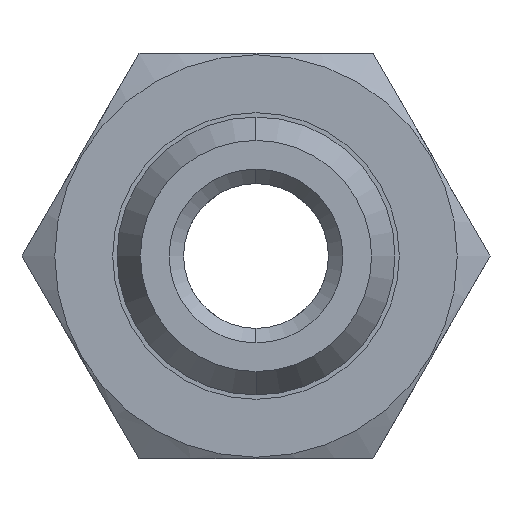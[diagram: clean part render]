
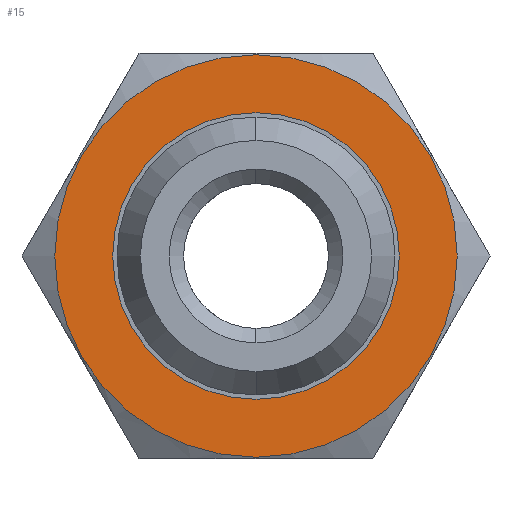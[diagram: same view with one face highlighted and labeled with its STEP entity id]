
A CAD part, front view. The second image highlights one B-rep face of the part: STEP entity #15.
In plain terms, the highlighted planar face has unit normal (0, -1, 0).
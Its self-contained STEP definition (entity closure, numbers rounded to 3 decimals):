
#11 = ORIENTED_EDGE ( 'NONE', *, *, #19, .T. ) ;
#12 = ORIENTED_EDGE ( 'NONE', *, *, #139, .F. ) ;
#13 = EDGE_LOOP ( 'NONE', ( #12, #140 ) ) ;
#14 = ORIENTED_EDGE ( 'NONE', *, *, #84, .T. ) ;
#15 = ADVANCED_FACE ( 'NONE', ( #562, #561 ), #560, .T. ) ;
#16 = EDGE_LOOP ( 'NONE', ( #14, #11 ) ) ;
#17 = VERTEX_POINT ( 'NONE', #577 ) ;
#19 = EDGE_CURVE ( 'NONE', #82, #92, #512, .T. ) ;
#82 = VERTEX_POINT ( 'NONE', #702 ) ;
#84 = EDGE_CURVE ( 'NONE', #92, #82, #701, .T. ) ;
#92 = VERTEX_POINT ( 'NONE', #743 ) ;
#97 = EDGE_CURVE ( 'NONE', #17, #98, #710, .T. ) ;
#98 = VERTEX_POINT ( 'NONE', #595 ) ;
#139 = EDGE_CURVE ( 'NONE', #98, #17, #913, .T. ) ;
#140 = ORIENTED_EDGE ( 'NONE', *, *, #97, .F. ) ;
#512 = CIRCLE ( 'NONE', #585, 6.95 ) ;
#559 = AXIS2_PLACEMENT_3D ( 'NONE', #576, #575, #574 ) ;
#560 = PLANE ( 'NONE',  #559 ) ;
#561 = FACE_BOUND ( 'NONE', #13, .T. ) ;
#562 = FACE_OUTER_BOUND ( 'NONE', #16, .T. ) ;
#574 = DIRECTION ( 'NONE',  ( 0., 0., -1. ) ) ;
#575 = DIRECTION ( 'NONE',  ( 0., -1., 0. ) ) ;
#576 = CARTESIAN_POINT ( 'NONE',  ( 4.95, 0., 0. ) ) ;
#577 = CARTESIAN_POINT ( 'NONE',  ( 0., 0., 4.95 ) ) ;
#582 = DIRECTION ( 'NONE',  ( 0., 0., -1. ) ) ;
#583 = DIRECTION ( 'NONE',  ( 0., -1., 0. ) ) ;
#584 = CARTESIAN_POINT ( 'NONE',  ( 0., 0., 0. ) ) ;
#585 = AXIS2_PLACEMENT_3D ( 'NONE', #584, #583, #582 ) ;
#595 = CARTESIAN_POINT ( 'NONE',  ( 0., 0., -4.95 ) ) ;
#596 = DIRECTION ( 'NONE',  ( 0., 0., -1. ) ) ;
#689 = DIRECTION ( 'NONE',  ( 0., 0., -1. ) ) ;
#690 = DIRECTION ( 'NONE',  ( 0., -1., 0. ) ) ;
#691 = CARTESIAN_POINT ( 'NONE',  ( 0., 0., 0. ) ) ;
#692 = AXIS2_PLACEMENT_3D ( 'NONE', #691, #690, #689 ) ;
#701 = CIRCLE ( 'NONE', #692, 6.95 ) ;
#702 = CARTESIAN_POINT ( 'NONE',  ( 0., 0., 6.95 ) ) ;
#707 = DIRECTION ( 'NONE',  ( 0., -1., 0. ) ) ;
#708 = CARTESIAN_POINT ( 'NONE',  ( 0., 0., 0. ) ) ;
#709 = AXIS2_PLACEMENT_3D ( 'NONE', #708, #707, #596 ) ;
#710 = CIRCLE ( 'NONE', #709, 4.95 ) ;
#743 = CARTESIAN_POINT ( 'NONE',  ( 0., 0., -6.95 ) ) ;
#909 = DIRECTION ( 'NONE',  ( 0., 0., -1. ) ) ;
#910 = DIRECTION ( 'NONE',  ( 0., -1., 0. ) ) ;
#911 = CARTESIAN_POINT ( 'NONE',  ( 0., 0., 0. ) ) ;
#912 = AXIS2_PLACEMENT_3D ( 'NONE', #911, #910, #909 ) ;
#913 = CIRCLE ( 'NONE', #912, 4.95 ) ;
